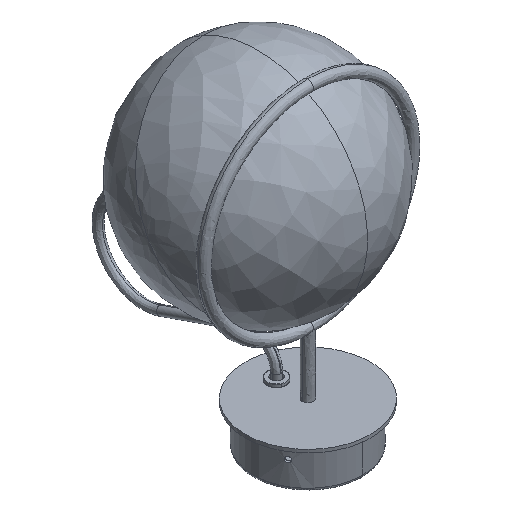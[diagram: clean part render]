
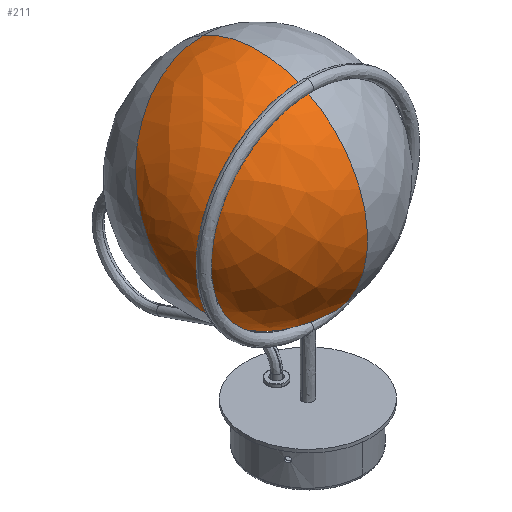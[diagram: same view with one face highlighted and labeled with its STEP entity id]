
A CAD part, isometric view. The second image highlights one B-rep face of the part: STEP entity #211.
In plain terms, the highlighted free-form (B-spline) face has degree [2, 2] with [5, 5] control points.
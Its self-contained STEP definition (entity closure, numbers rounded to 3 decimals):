
#211=ADVANCED_FACE('',(#313),#1670,.T.);
#313=FACE_OUTER_BOUND('',#436,.T.);
#436=EDGE_LOOP('',(#873,#874,#875,#876));
#873=ORIENTED_EDGE('',*,*,#1143,.T.);
#874=ORIENTED_EDGE('',*,*,#1140,.F.);
#875=ORIENTED_EDGE('',*,*,#1150,.F.);
#876=ORIENTED_EDGE('',*,*,#1151,.F.);
#1140=EDGE_CURVE('',#1557,#1558,#1402,.T.);
#1143=EDGE_CURVE('',#1559,#1558,#1405,.T.);
#1150=EDGE_CURVE('',#1562,#1557,#1412,.T.);
#1151=EDGE_CURVE('',#1559,#1562,#1413,.T.);
#1402=(
BOUNDED_CURVE()
B_SPLINE_CURVE(2,(#5562,#5563,#5564),.UNSPECIFIED.,.F.,.F.)
B_SPLINE_CURVE_WITH_KNOTS((3,3),(0.,109.956),.UNSPECIFIED.)
CURVE()
GEOMETRIC_REPRESENTATION_ITEM()
RATIONAL_B_SPLINE_CURVE((1.,0.707,1.))
REPRESENTATION_ITEM('')
);
#1405=(
BOUNDED_CURVE()
B_SPLINE_CURVE(2,(#5571,#5572,#5573),.UNSPECIFIED.,.F.,.F.)
B_SPLINE_CURVE_WITH_KNOTS((3,3),(0.,109.956),.UNSPECIFIED.)
CURVE()
GEOMETRIC_REPRESENTATION_ITEM()
RATIONAL_B_SPLINE_CURVE((1.,0.707,1.))
REPRESENTATION_ITEM('')
);
#1412=(
BOUNDED_CURVE()
B_SPLINE_CURVE(2,(#5596,#5597,#5598),.UNSPECIFIED.,.F.,.F.)
B_SPLINE_CURVE_WITH_KNOTS((3,3),(-109.956,0.),.UNSPECIFIED.)
CURVE()
GEOMETRIC_REPRESENTATION_ITEM()
RATIONAL_B_SPLINE_CURVE((1.,0.707,1.))
REPRESENTATION_ITEM('')
);
#1413=(
BOUNDED_CURVE()
B_SPLINE_CURVE(2,(#5599,#5600,#5601),.UNSPECIFIED.,.F.,.F.)
B_SPLINE_CURVE_WITH_KNOTS((3,3),(0.,109.956),.UNSPECIFIED.)
CURVE()
GEOMETRIC_REPRESENTATION_ITEM()
RATIONAL_B_SPLINE_CURVE((1.,0.707,1.))
REPRESENTATION_ITEM('')
);
#1557=VERTEX_POINT('',#5527);
#1558=VERTEX_POINT('',#5528);
#1559=VERTEX_POINT('',#5529);
#1562=VERTEX_POINT('',#5532);
#1670=(
BOUNDED_SURFACE()
B_SPLINE_SURFACE(2,2,((#5469,#5470,#5471,#5472,#5473),(#5474,#5475,#5476,
#5477,#5478),(#5479,#5480,#5481,#5482,#5483),(#5484,#5485,#5486,#5487,#5488),
(#5489,#5490,#5491,#5492,#5493)),.UNSPECIFIED.,.F.,.F.,.F.)
B_SPLINE_SURFACE_WITH_KNOTS((3,2,3),(3,2,3),(219.911,329.867,
439.823),(0.,109.956,219.911),.UNSPECIFIED.)
GEOMETRIC_REPRESENTATION_ITEM()
RATIONAL_B_SPLINE_SURFACE(((1.,0.707,1.,0.707,1.),
(0.707,0.5,0.707,0.5,0.707),(1.,0.707,
1.,0.707,1.),(0.707,0.5,0.707,0.5,0.707),
(1.,0.707,1.,0.707,1.)))
REPRESENTATION_ITEM('')
SURFACE()
);
#5469=CARTESIAN_POINT('',(-70.,31.907,133.534));
#5470=CARTESIAN_POINT('',(-70.,66.907,194.156));
#5471=CARTESIAN_POINT('',(0.,66.907,194.156));
#5472=CARTESIAN_POINT('',(70.,66.907,194.156));
#5473=CARTESIAN_POINT('',(70.,31.907,133.534));
#5474=CARTESIAN_POINT('',(-70.,31.907,133.534));
#5475=CARTESIAN_POINT('',(-70.,6.285,229.156));
#5476=CARTESIAN_POINT('',(0.,6.285,229.156));
#5477=CARTESIAN_POINT('',(70.,6.285,229.156));
#5478=CARTESIAN_POINT('',(70.,31.907,133.534));
#5479=CARTESIAN_POINT('',(-70.,31.907,133.534));
#5480=CARTESIAN_POINT('',(-70.,-28.715,168.534));
#5481=CARTESIAN_POINT('',(0.,-28.715,168.534));
#5482=CARTESIAN_POINT('',(70.,-28.715,168.534));
#5483=CARTESIAN_POINT('',(70.,31.907,133.534));
#5484=CARTESIAN_POINT('',(-70.,31.907,133.534));
#5485=CARTESIAN_POINT('',(-70.,-63.715,107.912));
#5486=CARTESIAN_POINT('',(0.,-63.715,107.912));
#5487=CARTESIAN_POINT('',(70.,-63.715,107.912));
#5488=CARTESIAN_POINT('',(70.,31.907,133.534));
#5489=CARTESIAN_POINT('',(-70.,31.907,133.534));
#5490=CARTESIAN_POINT('',(-70.,-3.093,72.912));
#5491=CARTESIAN_POINT('',(0.,-3.093,72.912));
#5492=CARTESIAN_POINT('',(70.,-3.093,72.912));
#5493=CARTESIAN_POINT('',(70.,31.907,133.534));
#5527=CARTESIAN_POINT('',(0.,-28.715,168.534));
#5528=CARTESIAN_POINT('',(0.,-3.093,72.912));
#5529=CARTESIAN_POINT('',(-70.,31.907,133.534));
#5532=CARTESIAN_POINT('',(0.,66.907,194.156));
#5562=CARTESIAN_POINT('',(0.,-28.715,168.534));
#5563=CARTESIAN_POINT('',(0.,-63.715,107.912));
#5564=CARTESIAN_POINT('',(0.,-3.093,72.912));
#5571=CARTESIAN_POINT('',(-70.,31.907,133.534));
#5572=CARTESIAN_POINT('',(-70.,-3.093,72.912));
#5573=CARTESIAN_POINT('',(0.,-3.093,72.912));
#5596=CARTESIAN_POINT('',(0.,66.907,194.156));
#5597=CARTESIAN_POINT('',(0.,6.285,229.156));
#5598=CARTESIAN_POINT('',(0.,-28.715,168.534));
#5599=CARTESIAN_POINT('',(-70.,31.907,133.534));
#5600=CARTESIAN_POINT('',(-70.,66.907,194.156));
#5601=CARTESIAN_POINT('',(0.,66.907,194.156));
